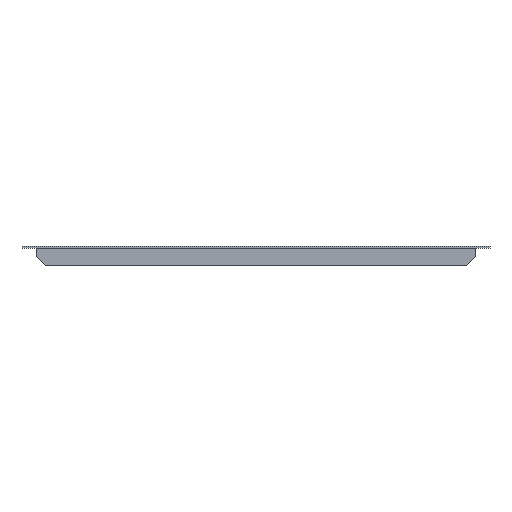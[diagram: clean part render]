
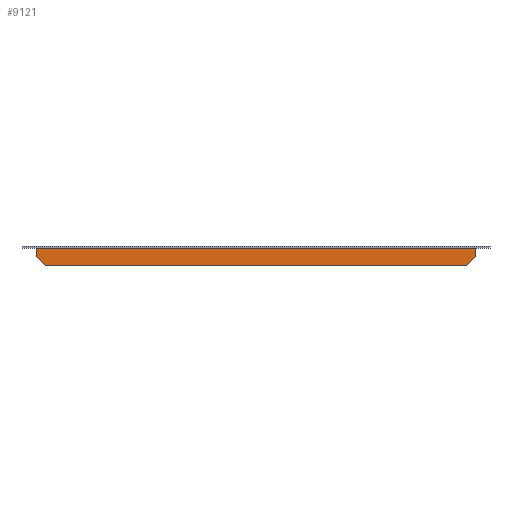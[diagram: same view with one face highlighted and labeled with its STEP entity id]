
A CAD part, front view. The second image highlights one B-rep face of the part: STEP entity #9121.
In plain terms, the highlighted planar face has unit normal (0, -1, 0).
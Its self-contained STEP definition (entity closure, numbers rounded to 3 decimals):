
#485 = LINE ( 'NONE', #6887, #664 ) ;
#534 = DIRECTION ( 'NONE',  ( 0., 0., 1. ) ) ;
#664 = VECTOR ( 'NONE', #3185, 1000. ) ;
#1024 = VERTEX_POINT ( 'NONE', #8087 ) ;
#1301 = EDGE_CURVE ( 'NONE', #5278, #1024, #485, .T. ) ;
#1310 = EDGE_CURVE ( 'NONE', #5278, #2172, #10478, .T. ) ;
#1316 = EDGE_CURVE ( 'NONE', #2732, #6497, #10542, .T. ) ;
#1441 = ORIENTED_EDGE ( 'NONE', *, *, #4371, .T. ) ;
#1497 = LINE ( 'NONE', #5207, #7591 ) ;
#1647 = CARTESIAN_POINT ( 'NONE',  ( 180., -22., -15. ) ) ;
#1735 = ORIENTED_EDGE ( 'NONE', *, *, #1316, .F. ) ;
#2172 = VERTEX_POINT ( 'NONE', #2230 ) ;
#2230 = CARTESIAN_POINT ( 'NONE',  ( -180., -22., -15. ) ) ;
#2732 = VERTEX_POINT ( 'NONE', #11451 ) ;
#3069 = VECTOR ( 'NONE', #3267, 1000. ) ;
#3185 = DIRECTION ( 'NONE',  ( 0.707, 0., 0.707 ) ) ;
#3267 = DIRECTION ( 'NONE',  ( -1., 0., 0. ) ) ;
#3431 = EDGE_CURVE ( 'NONE', #2732, #2172, #11068, .T. ) ;
#4198 = DIRECTION ( 'NONE',  ( 0., 1., 0. ) ) ;
#4252 = DIRECTION ( 'NONE',  ( 0., 0., 1. ) ) ;
#4294 = EDGE_CURVE ( 'NONE', #7794, #6497, #7629, .T. ) ;
#4371 = EDGE_CURVE ( 'NONE', #1024, #7794, #1497, .T. ) ;
#4715 = DIRECTION ( 'NONE',  ( 0.707, 0., -0.707 ) ) ;
#5112 = VECTOR ( 'NONE', #4715, 1000. ) ;
#5132 = CARTESIAN_POINT ( 'NONE',  ( 188., -22., -15. ) ) ;
#5207 = CARTESIAN_POINT ( 'NONE',  ( 188., -22., -15. ) ) ;
#5278 = VERTEX_POINT ( 'NONE', #1647 ) ;
#5666 = CARTESIAN_POINT ( 'NONE',  ( 188., -22., 0. ) ) ;
#5907 = DIRECTION ( 'NONE',  ( 0., 0., 1. ) ) ;
#6000 = CARTESIAN_POINT ( 'NONE',  ( -188., -22., -15. ) ) ;
#6068 = ORIENTED_EDGE ( 'NONE', *, *, #3431, .T. ) ;
#6108 = VECTOR ( 'NONE', #6772, 1000. ) ;
#6464 = ORIENTED_EDGE ( 'NONE', *, *, #1310, .F. ) ;
#6497 = VERTEX_POINT ( 'NONE', #11239 ) ;
#6772 = DIRECTION ( 'NONE',  ( -1., 0., 0. ) ) ;
#6848 = CARTESIAN_POINT ( 'NONE',  ( 188., -22., 0. ) ) ;
#6887 = CARTESIAN_POINT ( 'NONE',  ( 184., -22., -11. ) ) ;
#7019 = PLANE ( 'NONE',  #8097 ) ;
#7241 = VECTOR ( 'NONE', #534, 1000. ) ;
#7591 = VECTOR ( 'NONE', #5907, 1000. ) ;
#7629 = LINE ( 'NONE', #6848, #3069 ) ;
#7794 = VERTEX_POINT ( 'NONE', #5666 ) ;
#8046 = ORIENTED_EDGE ( 'NONE', *, *, #1301, .T. ) ;
#8087 = CARTESIAN_POINT ( 'NONE',  ( 188., -22., -7. ) ) ;
#8097 = AXIS2_PLACEMENT_3D ( 'NONE', #9672, #4198, #4252 ) ;
#9121 = ADVANCED_FACE ( 'NONE', ( #11496 ), #7019, .F. ) ;
#9604 = EDGE_LOOP ( 'NONE', ( #1735, #6068, #6464, #8046, #1441, #11335 ) ) ;
#9672 = CARTESIAN_POINT ( 'NONE',  ( 188., -22., -15. ) ) ;
#10478 = LINE ( 'NONE', #5132, #6108 ) ;
#10542 = LINE ( 'NONE', #6000, #7241 ) ;
#11017 = CARTESIAN_POINT ( 'NONE',  ( 4., -22., -199. ) ) ;
#11068 = LINE ( 'NONE', #11017, #5112 ) ;
#11239 = CARTESIAN_POINT ( 'NONE',  ( -188., -22., 0. ) ) ;
#11335 = ORIENTED_EDGE ( 'NONE', *, *, #4294, .T. ) ;
#11451 = CARTESIAN_POINT ( 'NONE',  ( -188., -22., -7. ) ) ;
#11496 = FACE_OUTER_BOUND ( 'NONE', #9604, .T. ) ;
